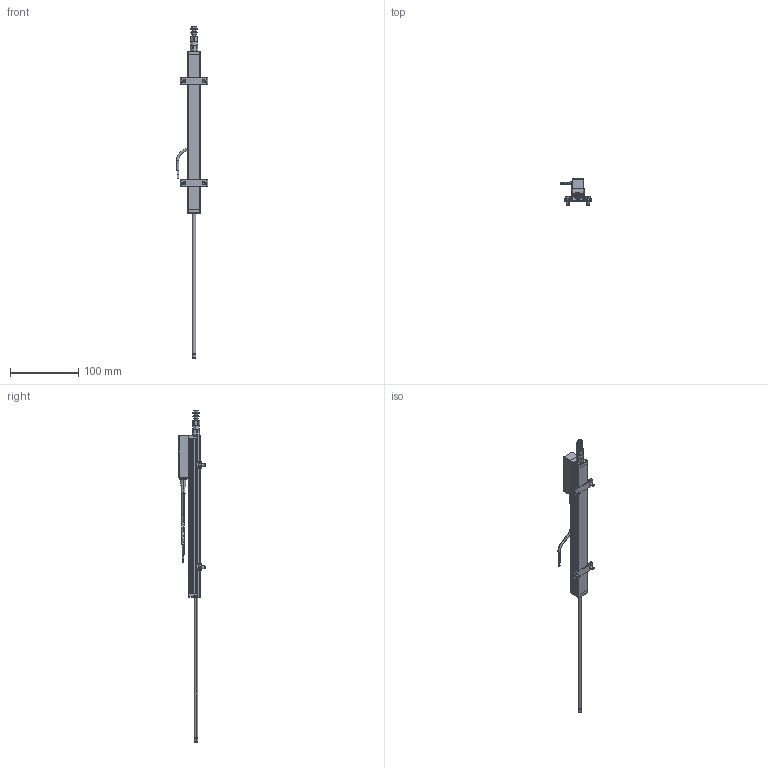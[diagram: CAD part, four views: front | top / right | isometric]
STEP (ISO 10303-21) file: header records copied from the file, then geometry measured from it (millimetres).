
FILE_DESCRIPTION (( 'STEP AP214' ), '1' );
FILE_NAME ('LS1-0200-cable-retract.STEP', '2012-06-13T12:40:51', ( 'dummy' ), ( '' ), 'SwSTEP 2.0', 'SolidWorks 2011', '' );
FILE_SCHEMA (( 'AUTOMOTIVE_DESIGN' ));
Length unit declared in the file: millimetre
Products named in the file (1): LS1-0200-cable-retract
Bounding box: 45.92 x 38.78 x 488 mm (x, y, z)
Surface area: 34507.9 mm2 (no closed solid volume)
Topology: 0 solids, 66 shells, 505 faces, 2205 edges, 1734 vertices
Faces by surface type: plane 248, cylinder 162, cone 77, torus 8, sphere 5, bspline 5
Entity records: 32693 total; most frequent: CARTESIAN_POINT 9941, DIRECTION 3468, ORIENTED_EDGE 3010, EDGE_CURVE 2202, VERTEX_POINT 1734, AXIS2_PLACEMENT_3D 1157, LINE 1154, VECTOR 1154
